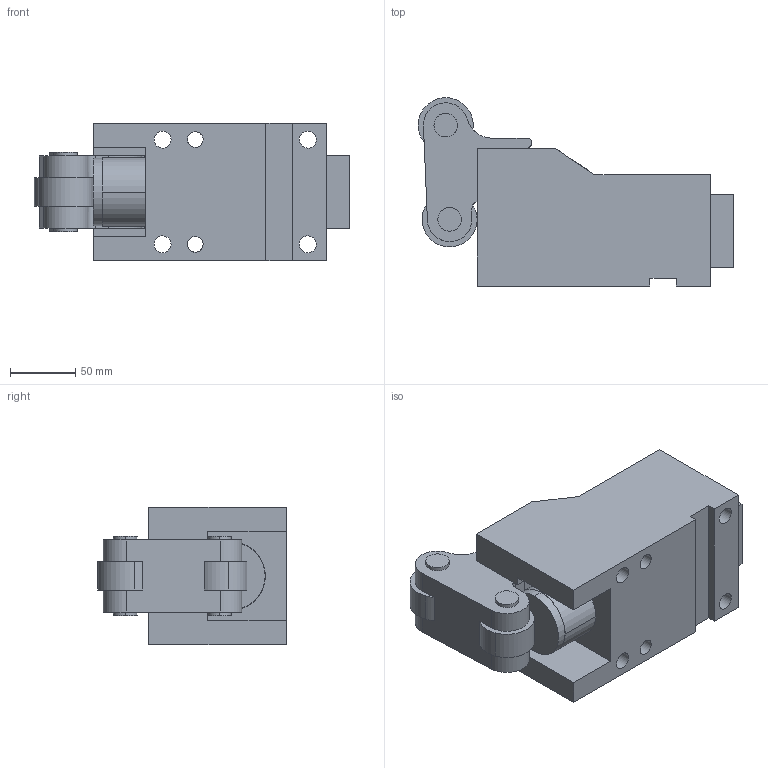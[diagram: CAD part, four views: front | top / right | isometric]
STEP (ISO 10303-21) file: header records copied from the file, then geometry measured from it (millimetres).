
FILE_DESCRIPTION(('CATIA V5 STEP Exchange'),'2;1');
FILE_NAME('CPUS-07000-40.stp','2014-10-02T07:50:27+00:00',('none'),('none'),'CATIA Version 5 Release 20 GA (IN-10)','CATIA V5 STEP AP203','none');
FILE_SCHEMA(('CONFIG_CONTROL_DESIGN'));
Length unit declared in the file: millimetre
Products named in the file (1): CPUS-07000-40
Bounding box: 241 x 144 x 105 mm (x, y, z)
Volume: 1813860.3 mm3; surface area: 214708.8 mm2
Topology: 3 solids, 3 shells, 126 faces, 330 edges, 224 vertices
Faces by surface type: cylinder 66, plane 60
Entity records: 3779 total; most frequent: CARTESIAN_POINT 772, ORIENTED_EDGE 660, DIRECTION 484, EDGE_CURVE 330, AXIS2_PLACEMENT_3D 232, VERTEX_POINT 224, VECTOR 172, LINE 172
